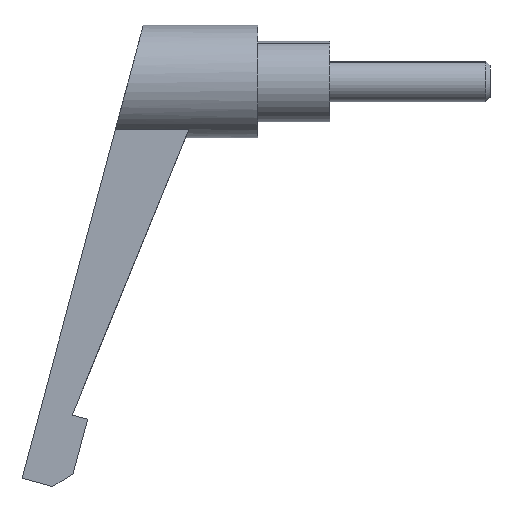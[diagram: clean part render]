
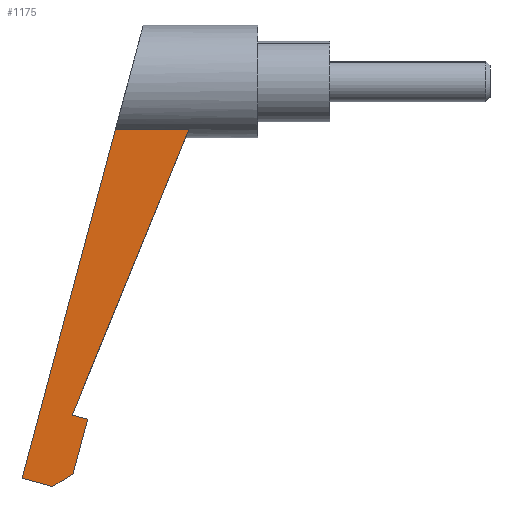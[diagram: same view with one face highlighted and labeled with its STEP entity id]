
A CAD part, left-side view. The second image highlights one B-rep face of the part: STEP entity #1175.
In plain terms, the highlighted planar face has unit normal (-1, 0, 0).
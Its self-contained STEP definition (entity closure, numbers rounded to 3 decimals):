
#14 = EDGE_CURVE ( 'NONE', #896, #779, #178, .T. ) ;
#34 = EDGE_CURVE ( 'NONE', #1437, #325, #193, .T. ) ;
#35 = CARTESIAN_POINT ( 'NONE',  ( -3.75, 0., 0. ) ) ;
#74 = LINE ( 'NONE', #1318, #1204 ) ;
#94 = CARTESIAN_POINT ( 'NONE',  ( -3.75, 25.524, -50.536 ) ) ;
#99 = CARTESIAN_POINT ( 'NONE',  ( -3.75, 5.264, 2.149 ) ) ;
#105 = ORIENTED_EDGE ( 'NONE', *, *, #1103, .T. ) ;
#123 = AXIS2_PLACEMENT_3D ( 'NONE', #35, #777, #1410 ) ;
#154 = ORIENTED_EDGE ( 'NONE', *, *, #14, .T. ) ;
#155 = EDGE_CURVE ( 'NONE', #779, #1437, #1508, .T. ) ;
#163 = EDGE_CURVE ( 'NONE', #496, #951, #202, .T. ) ;
#178 = LINE ( 'NONE', #801, #1487 ) ;
#193 = LINE ( 'NONE', #444, #649 ) ;
#202 = LINE ( 'NONE', #99, #1537 ) ;
#271 = DIRECTION ( 'NONE',  ( 0., 0.966, 0.259 ) ) ;
#325 = VERTEX_POINT ( 'NONE', #1063 ) ;
#354 = PLANE ( 'NONE',  #123 ) ;
#358 = DIRECTION ( 'NONE',  ( 0., -0.837, 0.547 ) ) ;
#395 = EDGE_CURVE ( 'NONE', #325, #496, #74, .T. ) ;
#396 = ORIENTED_EDGE ( 'NONE', *, *, #433, .T. ) ;
#412 = CARTESIAN_POINT ( 'NONE',  ( -3.75, 23.014, -48.894 ) ) ;
#433 = EDGE_CURVE ( 'NONE', #951, #1503, #1477, .T. ) ;
#444 = CARTESIAN_POINT ( 'NONE',  ( -3.75, 9.249, 2.478 ) ) ;
#496 = VERTEX_POINT ( 'NONE', #1129 ) ;
#649 = VECTOR ( 'NONE', #1472, 1000. ) ;
#658 = LINE ( 'NONE', #908, #856 ) ;
#676 = DIRECTION ( 'NONE',  ( 0., -0.966, -0.259 ) ) ;
#702 = DIRECTION ( 'NONE',  ( 0., -0.378, 0.926 ) ) ;
#703 = EDGE_LOOP ( 'NONE', ( #396, #105, #154, #1023, #1136, #755, #1181 ) ) ;
#755 = ORIENTED_EDGE ( 'NONE', *, *, #395, .T. ) ;
#777 = DIRECTION ( 'NONE',  ( 1., 0., 0. ) ) ;
#779 = VERTEX_POINT ( 'NONE', #94 ) ;
#801 = CARTESIAN_POINT ( 'NONE',  ( -3.75, 14.344, -53.532 ) ) ;
#839 = CARTESIAN_POINT ( 'NONE',  ( -3.75, -0.029, -5.905 ) ) ;
#844 = CARTESIAN_POINT ( 'NONE',  ( -3.75, 17.73, -5.994 ) ) ;
#856 = VECTOR ( 'NONE', #1448, 1000. ) ;
#860 = CARTESIAN_POINT ( 'NONE',  ( -3.75, 8.571, -5.948 ) ) ;
#896 = VERTEX_POINT ( 'NONE', #966 ) ;
#908 = CARTESIAN_POINT ( 'NONE',  ( -3.75, 15.044, 4.031 ) ) ;
#951 = VERTEX_POINT ( 'NONE', #860 ) ;
#966 = CARTESIAN_POINT ( 'NONE',  ( -3.75, 29.388, -49.501 ) ) ;
#992 = FACE_OUTER_BOUND ( 'NONE', #703, .T. ) ;
#1023 = ORIENTED_EDGE ( 'NONE', *, *, #155, .T. ) ;
#1063 = CARTESIAN_POINT ( 'NONE',  ( -3.75, 21.202, -42.132 ) ) ;
#1103 = EDGE_CURVE ( 'NONE', #1503, #896, #658, .T. ) ;
#1129 = CARTESIAN_POINT ( 'NONE',  ( -3.75, 23.134, -41.615 ) ) ;
#1136 = ORIENTED_EDGE ( 'NONE', *, *, #34, .T. ) ;
#1175 = ADVANCED_FACE ( 'NONE', ( #992 ), #354, .F. ) ;
#1181 = ORIENTED_EDGE ( 'NONE', *, *, #163, .T. ) ;
#1204 = VECTOR ( 'NONE', #271, 1000. ) ;
#1228 = CARTESIAN_POINT ( 'NONE',  ( -3.75, -15.502, -23.699 ) ) ;
#1318 = CARTESIAN_POINT ( 'NONE',  ( -3.75, 11.953, -44.61 ) ) ;
#1320 = VECTOR ( 'NONE', #358, 1000. ) ;
#1410 = DIRECTION ( 'NONE',  ( 0., 0., -1. ) ) ;
#1437 = VERTEX_POINT ( 'NONE', #412 ) ;
#1448 = DIRECTION ( 'NONE',  ( 0., 0.259, -0.966 ) ) ;
#1472 = DIRECTION ( 'NONE',  ( 0., -0.259, 0.966 ) ) ;
#1477 = LINE ( 'NONE', #839, #1609 ) ;
#1487 = VECTOR ( 'NONE', #676, 1000. ) ;
#1503 = VERTEX_POINT ( 'NONE', #844 ) ;
#1508 = LINE ( 'NONE', #1228, #1320 ) ;
#1537 = VECTOR ( 'NONE', #702, 1000. ) ;
#1609 = VECTOR ( 'NONE', #1610, 1000. ) ;
#1610 = DIRECTION ( 'NONE',  ( 0., 1., -0.005 ) ) ;
